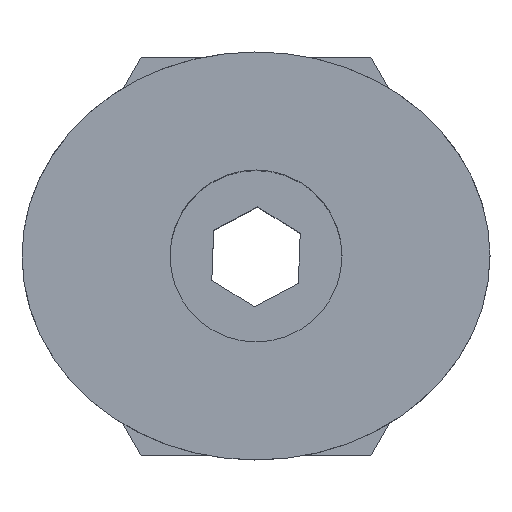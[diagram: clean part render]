
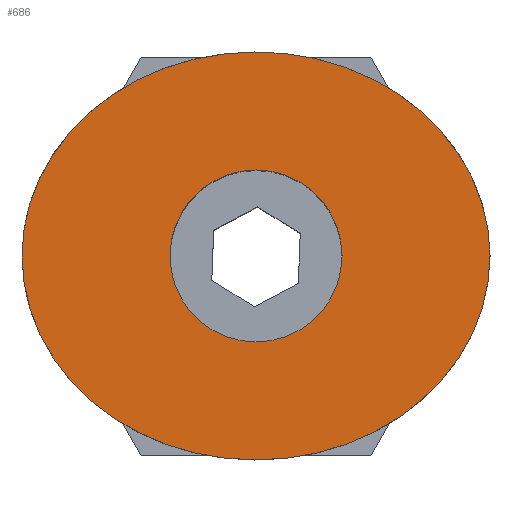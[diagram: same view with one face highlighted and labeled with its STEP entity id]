
A CAD part, top view. The second image highlights one B-rep face of the part: STEP entity #686.
In plain terms, the highlighted face is planar.
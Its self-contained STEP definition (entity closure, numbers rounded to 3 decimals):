
#25=ELLIPSE('',#769,5.85,5.1);
#164=PLANE('',#770);
#186=FACE_BOUND('',#303,.T.);
#235=FACE_OUTER_BOUND('',#302,.T.);
#302=EDGE_LOOP('',(#622));
#303=EDGE_LOOP('',(#623));
#342=CIRCLE('',#767,2.15);
#393=VERTEX_POINT('',#1167);
#395=VERTEX_POINT('',#1189);
#470=EDGE_CURVE('',#393,#393,#342,.T.);
#473=EDGE_CURVE('',#395,#395,#25,.T.);
#622=ORIENTED_EDGE('',*,*,#473,.T.);
#623=ORIENTED_EDGE('',*,*,#470,.T.);
#686=ADVANCED_FACE('',(#235,#186),#164,.F.);
#767=AXIS2_PLACEMENT_3D('',#1168,#971,#972);
#769=AXIS2_PLACEMENT_3D('',#1192,#975,#976);
#770=AXIS2_PLACEMENT_3D('',#1193,#977,#978);
#971=DIRECTION('center_axis',(0.,0.,1.));
#972=DIRECTION('ref_axis',(-1.,0.,0.));
#975=DIRECTION('center_axis',(0.,0.,-1.));
#976=DIRECTION('ref_axis',(1.,0.,0.));
#977=DIRECTION('center_axis',(0.,0.,1.));
#978=DIRECTION('ref_axis',(1.,0.,0.));
#1167=CARTESIAN_POINT('',(2.15,0.,0.));
#1168=CARTESIAN_POINT('Origin',(0.,0.,0.));
#1189=CARTESIAN_POINT('',(-5.85,0.,0.));
#1192=CARTESIAN_POINT('Origin',(0.,0.,0.));
#1193=CARTESIAN_POINT('Origin',(0.,0.,
0.));
